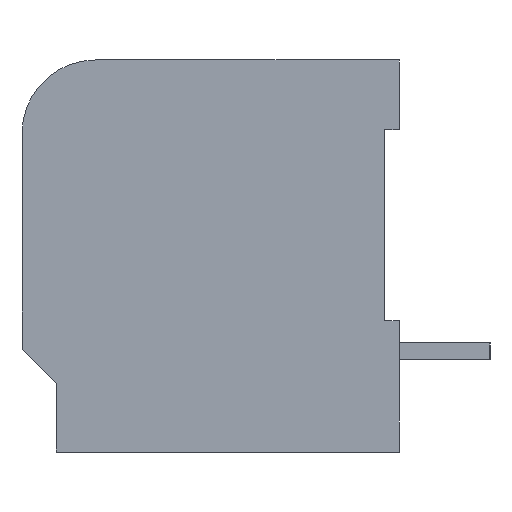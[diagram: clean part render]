
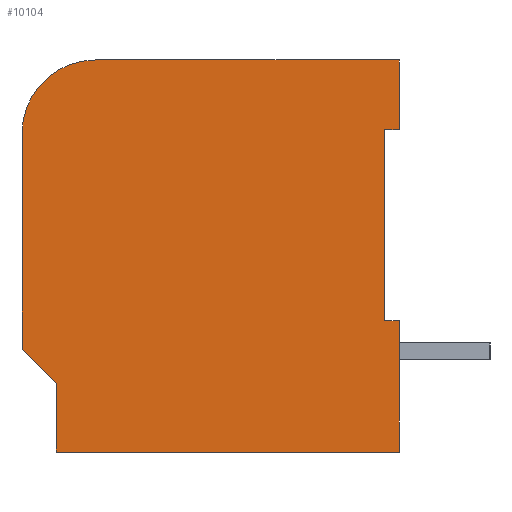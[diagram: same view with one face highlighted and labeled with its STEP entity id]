
A CAD part, left-side view. The second image highlights one B-rep face of the part: STEP entity #10104.
In plain terms, the highlighted planar face has unit normal (-1, 0, 0).
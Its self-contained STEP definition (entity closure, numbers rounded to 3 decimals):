
#114=PLANE('',#10674);
#607=FACE_OUTER_BOUND('',#1139,.T.);
#1139=EDGE_LOOP('',(#7109,#7110,#7111,#7112,#7113,#7114,#7115,#7116,#7117,
#7118,#7119));
#1718=LINE('',#14061,#3101);
#1719=LINE('',#14065,#3102);
#1720=LINE('',#14067,#3103);
#1721=LINE('',#14069,#3104);
#1722=LINE('',#14071,#3105);
#1723=LINE('',#14073,#3106);
#1724=LINE('',#14075,#3107);
#1725=LINE('',#14077,#3108);
#1726=LINE('',#14079,#3109);
#1727=LINE('',#14080,#3110);
#3101=VECTOR('',#11380,15.748);
#3102=VECTOR('',#11383,11.176);
#3103=VECTOR('',#11384,2.514);
#3104=VECTOR('',#11385,3.556);
#3105=VECTOR('',#11386,17.78);
#3106=VECTOR('',#11387,6.795);
#3107=VECTOR('',#11388,0.762);
#3108=VECTOR('',#11389,9.906);
#3109=VECTOR('',#11390,0.762);
#3110=VECTOR('',#11391,3.62);
#4484=CIRCLE('',#10675,3.81);
#4618=VERTEX_POINT('',#14059);
#4619=VERTEX_POINT('',#14060);
#4620=VERTEX_POINT('',#14062);
#4621=VERTEX_POINT('',#14064);
#4622=VERTEX_POINT('',#14066);
#4623=VERTEX_POINT('',#14068);
#4624=VERTEX_POINT('',#14070);
#4625=VERTEX_POINT('',#14072);
#4626=VERTEX_POINT('',#14074);
#4627=VERTEX_POINT('',#14076);
#4628=VERTEX_POINT('',#14078);
#5616=EDGE_CURVE('',#4618,#4619,#1718,.T.);
#5617=EDGE_CURVE('',#4620,#4619,#4484,.T.);
#5618=EDGE_CURVE('',#4621,#4620,#1719,.T.);
#5619=EDGE_CURVE('',#4622,#4621,#1720,.T.);
#5620=EDGE_CURVE('',#4623,#4622,#1721,.T.);
#5621=EDGE_CURVE('',#4623,#4624,#1722,.T.);
#5622=EDGE_CURVE('',#4625,#4624,#1723,.T.);
#5623=EDGE_CURVE('',#4626,#4625,#1724,.T.);
#5624=EDGE_CURVE('',#4627,#4626,#1725,.T.);
#5625=EDGE_CURVE('',#4628,#4627,#1726,.T.);
#5626=EDGE_CURVE('',#4618,#4628,#1727,.T.);
#7109=ORIENTED_EDGE('',*,*,#5616,.T.);
#7110=ORIENTED_EDGE('',*,*,#5617,.F.);
#7111=ORIENTED_EDGE('',*,*,#5618,.F.);
#7112=ORIENTED_EDGE('',*,*,#5619,.F.);
#7113=ORIENTED_EDGE('',*,*,#5620,.F.);
#7114=ORIENTED_EDGE('',*,*,#5621,.T.);
#7115=ORIENTED_EDGE('',*,*,#5622,.F.);
#7116=ORIENTED_EDGE('',*,*,#5623,.F.);
#7117=ORIENTED_EDGE('',*,*,#5624,.F.);
#7118=ORIENTED_EDGE('',*,*,#5625,.F.);
#7119=ORIENTED_EDGE('',*,*,#5626,.F.);
#10104=ADVANCED_FACE('',(#607),#114,.F.);
#10674=AXIS2_PLACEMENT_3D('',#14058,#11378,#11379);
#10675=AXIS2_PLACEMENT_3D('',#14063,#11381,#11382);
#11378=DIRECTION('center_axis',(1.,0.,0.));
#11379=DIRECTION('ref_axis',(0.,1.,0.));
#11380=DIRECTION('',(0.,1.,0.));
#11381=DIRECTION('center_axis',(1.,0.,0.));
#11382=DIRECTION('ref_axis',(0.,1.,0.));
#11383=DIRECTION('',(0.,0.,1.));
#11384=DIRECTION('',(0.,0.707,0.707));
#11385=DIRECTION('',(0.,0.,1.));
#11386=DIRECTION('',(0.,-1.,0.));
#11387=DIRECTION('',(0.,0.,-1.));
#11388=DIRECTION('',(0.,-1.,0.));
#11389=DIRECTION('',(0.,0.,-1.));
#11390=DIRECTION('',(0.,1.,0.));
#11391=DIRECTION('',(0.,0.,-1.));
#14058=CARTESIAN_POINT('Origin',(-34.265,0.,0.));
#14059=CARTESIAN_POINT('',(-34.265,0.,0.));
#14060=CARTESIAN_POINT('',(-34.265,15.748,0.));
#14061=CARTESIAN_POINT('',(-34.265,0.,0.));
#14062=CARTESIAN_POINT('',(-34.265,19.558,-3.81));
#14063=CARTESIAN_POINT('Origin',(-34.265,15.748,-3.81));
#14064=CARTESIAN_POINT('',(-34.265,19.558,-14.986));
#14065=CARTESIAN_POINT('',(-34.265,19.558,-14.986));
#14066=CARTESIAN_POINT('',(-34.265,17.78,-16.764));
#14067=CARTESIAN_POINT('',(-34.265,17.78,-16.764));
#14068=CARTESIAN_POINT('',(-34.265,17.78,-20.32));
#14069=CARTESIAN_POINT('',(-34.265,17.78,-20.32));
#14070=CARTESIAN_POINT('',(-34.265,0.,-20.32));
#14071=CARTESIAN_POINT('',(-34.265,17.78,-20.32));
#14072=CARTESIAN_POINT('',(-34.265,0.,-13.526));
#14073=CARTESIAN_POINT('',(-34.265,0.,-13.526));
#14074=CARTESIAN_POINT('',(-34.265,0.762,-13.526));
#14075=CARTESIAN_POINT('',(-34.265,0.762,-13.526));
#14076=CARTESIAN_POINT('',(-34.265,0.762,-3.62));
#14077=CARTESIAN_POINT('',(-34.265,0.762,-3.62));
#14078=CARTESIAN_POINT('',(-34.265,0.,-3.62));
#14079=CARTESIAN_POINT('',(-34.265,0.,-3.62));
#14080=CARTESIAN_POINT('',(-34.265,0.,0.));
